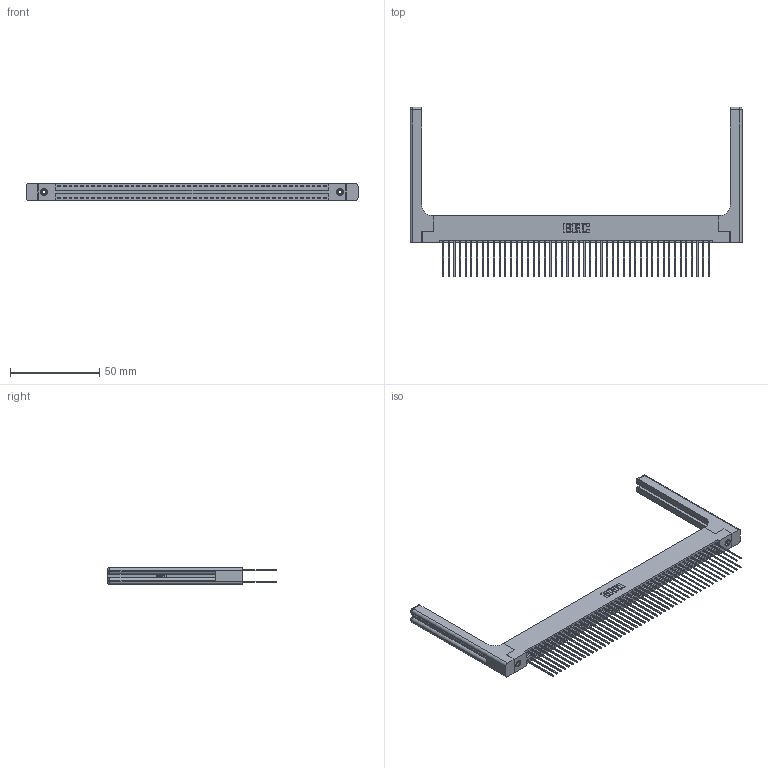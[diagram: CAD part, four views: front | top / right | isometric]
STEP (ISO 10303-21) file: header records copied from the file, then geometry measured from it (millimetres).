
FILE_DESCRIPTION (( 'STEP AP203' ), '1' );
FILE_NAME ('346-096-541-258.STEP', '2022-05-26T16:34:08', ( '' ), ( '' ), 'SwSTEP 2.0', 'SolidWorks 2020', '' );
FILE_SCHEMA (( 'CONFIG_CONTROL_DESIGN' ));
Length unit declared in the file: inch
Products named in the file (5): 346 Part_Flush Mounting Lugs - 0.156 Dia-TH; 346-220-058_345-220-058; 346-096-541-258; 345-250-001_345-250-001-102; 345-292-001_345-293-141
Assembly tree (101 placements, depth 2):
  346-096-541-258
    346 Part_Flush Mounting Lugs - 0.156 Dia-TH
    345-292-001_345-293-141  x96
    345-250-001_345-250-001-102  x2
    346-220-058_345-220-058  x2
Bounding box: 186.46 x 95.25 x 9.4 mm (x, y, z)
Volume: 26255.8 mm3; surface area: 33532 mm2
Topology: 101 solids, 101 shells, 5384 faces, 15911 edges, 10458 vertices
Faces by surface type: plane 3598, cylinder 1726, bspline 36, cone 12, sphere 8, torus 4
Entity records: 36134 total; most frequent: CARTESIAN_POINT 6959, ORIENTED_EDGE 5688, DIRECTION 5116, EDGE_CURVE 2844, VECTOR 2428, LINE 2428, VERTEX_POINT 1886, AXIS2_PLACEMENT_3D 1344
